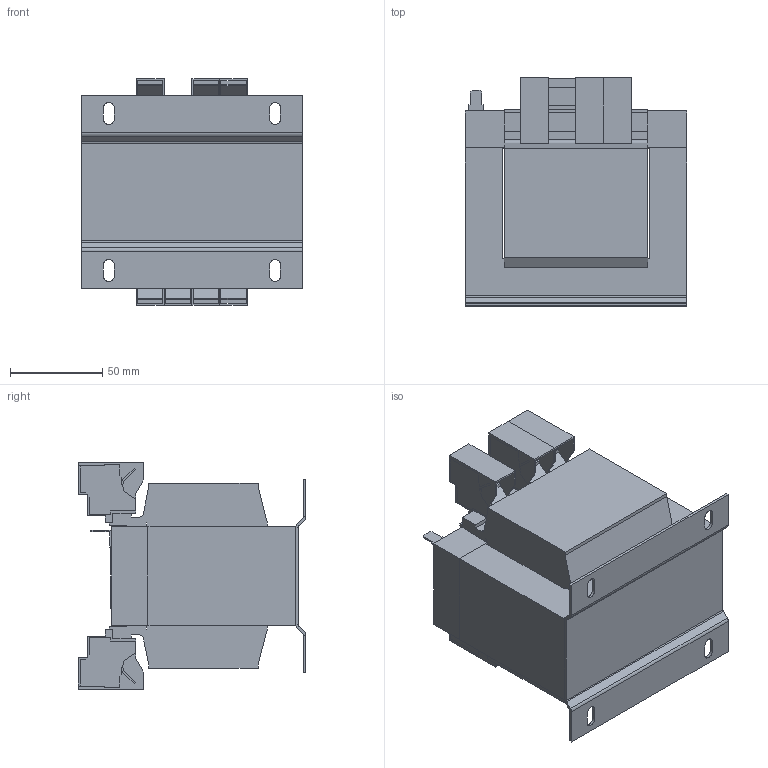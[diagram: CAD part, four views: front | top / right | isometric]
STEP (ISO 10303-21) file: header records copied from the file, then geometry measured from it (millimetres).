
FILE_DESCRIPTION (( 'STEP AP214' ), '1' );
FILE_NAME ('184155.STEP', '2023-07-07T10:33:13', ( '' ), ( '' ), 'SwSTEP 2.0', 'SolidWorks 2018', '' );
FILE_SCHEMA (( 'AUTOMOTIVE_DESIGN' ));
Length unit declared in the file: millimetre
Products named in the file (1): 184155
Bounding box: 120.05 x 123.37 x 122.7 mm (x, y, z)
Volume: 974842.4 mm3; surface area: 130600 mm2
Topology: 1 solids, 1 shells, 536 faces, 1597 edges, 1062 vertices
Faces by surface type: plane 458, cylinder 78
Entity records: 17839 total; most frequent: CARTESIAN_POINT 3196, ORIENTED_EDGE 3194, DIRECTION 2827, EDGE_CURVE 1597, VECTOR 1441, LINE 1441, VERTEX_POINT 1062, AXIS2_PLACEMENT_3D 693
